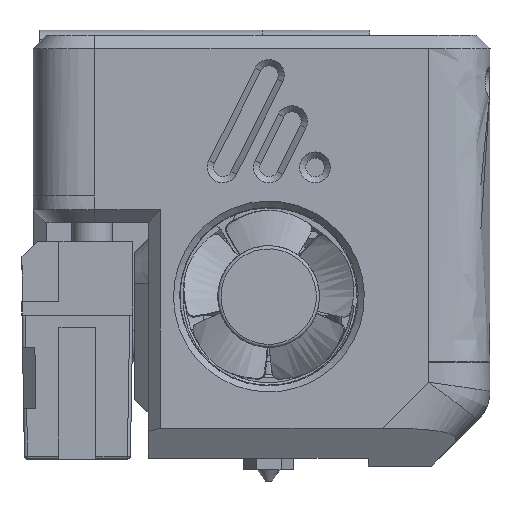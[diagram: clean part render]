
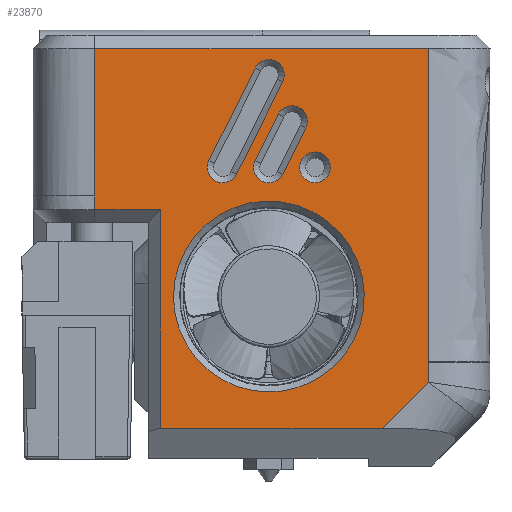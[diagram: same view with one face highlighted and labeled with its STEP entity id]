
A CAD part, front view. The second image highlights one B-rep face of the part: STEP entity #23870.
In plain terms, the highlighted planar face has unit normal (0, -1, 0).
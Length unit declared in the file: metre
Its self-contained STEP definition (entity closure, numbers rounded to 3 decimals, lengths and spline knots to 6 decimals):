
#1385=LINE('',#41465,#3271);
#1749=LINE('',#43666,#3635);
#1750=LINE('',#43675,#3636);
#1753=LINE('',#43712,#3639);
#1755=LINE('',#43718,#3641);
#1759=LINE('',#43731,#3645);
#1761=LINE('',#43737,#3647);
#1890=LINE('',#44752,#3776);
#1895=LINE('',#44768,#3781);
#1896=LINE('',#44769,#3782);
#3271=VECTOR('',#30840,1.);
#3635=VECTOR('',#31612,1.);
#3636=VECTOR('',#31613,1.);
#3639=VECTOR('',#31618,1.);
#3641=VECTOR('',#31626,1.);
#3645=VECTOR('',#31640,1.);
#3647=VECTOR('',#31648,1.);
#3776=VECTOR('',#31945,1.);
#3781=VECTOR('',#31954,1.);
#3782=VECTOR('',#31955,1.);
#4389=B_SPLINE_CURVE_WITH_KNOTS('',3,(#42328,#42329,#42330,#42331),
 .UNSPECIFIED.,.F.,.F.,(4,4),(0.,1.),.UNSPECIFIED.);
#4471=B_SPLINE_CURVE_WITH_KNOTS('',3,(#43693,#43694,#43695,#43696),
 .UNSPECIFIED.,.F.,.F.,(4,4),(0.,1.),.UNSPECIFIED.);
#4484=B_SPLINE_CURVE_WITH_KNOTS('',3,(#44197,#44198,#44199,#44200,#44201,
#44202,#44203),.UNSPECIFIED.,.F.,.F.,(4,1,1,1,4),(0.,
0.006774,0.013547,0.027095,0.05419),
 .UNSPECIFIED.);
#4487=B_SPLINE_CURVE_WITH_KNOTS('',3,(#44287,#44288,#44289,#44290),
 .UNSPECIFIED.,.F.,.F.,(4,4),(0.,1.),.UNSPECIFIED.);
#10922=ORIENTED_EDGE('',*,*,#14764,.F.);
#10923=ORIENTED_EDGE('',*,*,#14762,.F.);
#10924=ORIENTED_EDGE('',*,*,#14760,.F.);
#10925=ORIENTED_EDGE('',*,*,#14759,.F.);
#10926=ORIENTED_EDGE('',*,*,#14756,.F.);
#10927=ORIENTED_EDGE('',*,*,#14755,.F.);
#10928=ORIENTED_EDGE('',*,*,#14753,.T.);
#10929=ORIENTED_EDGE('',*,*,#14751,.F.);
#10930=ORIENTED_EDGE('',*,*,#14750,.T.);
#10931=ORIENTED_EDGE('',*,*,#14961,.T.);
#10932=ORIENTED_EDGE('',*,*,#14397,.T.);
#10933=ORIENTED_EDGE('',*,*,#14802,.T.);
#10934=ORIENTED_EDGE('',*,*,#14797,.T.);
#10935=ORIENTED_EDGE('',*,*,#14746,.T.);
#10936=ORIENTED_EDGE('',*,*,#14744,.T.);
#10937=ORIENTED_EDGE('',*,*,#14743,.T.);
#10938=ORIENTED_EDGE('',*,*,#14967,.T.);
#10939=ORIENTED_EDGE('',*,*,#14132,.F.);
#10940=ORIENTED_EDGE('',*,*,#14968,.T.);
#10941=ORIENTED_EDGE('',*,*,#14362,.F.);
#14132=EDGE_CURVE('',#16835,#16836,#1385,.T.);
#14362=EDGE_CURVE('',#17034,#17034,#18438,.T.);
#14397=EDGE_CURVE('',#17065,#17064,#4389,.T.);
#14743=EDGE_CURVE('',#17274,#17297,#1749,.T.);
#14744=EDGE_CURVE('',#17298,#17274,#1750,.T.);
#14746=EDGE_CURVE('',#17299,#17298,#4471,.T.);
#14750=EDGE_CURVE('',#17300,#17301,#1753,.T.);
#14751=EDGE_CURVE('',#17300,#17302,#18481,.T.);
#14753=EDGE_CURVE('',#17303,#17302,#1755,.T.);
#14755=EDGE_CURVE('',#17303,#17301,#18482,.T.);
#14756=EDGE_CURVE('',#17304,#17304,#18483,.T.);
#14759=EDGE_CURVE('',#17306,#17305,#1759,.T.);
#14760=EDGE_CURVE('',#17305,#17307,#18484,.T.);
#14762=EDGE_CURVE('',#17307,#17308,#1761,.T.);
#14764=EDGE_CURVE('',#17308,#17306,#18485,.T.);
#14797=EDGE_CURVE('',#17328,#17299,#4484,.T.);
#14802=EDGE_CURVE('',#17064,#17328,#4487,.T.);
#14961=EDGE_CURVE('',#17435,#17065,#1890,.T.);
#14967=EDGE_CURVE('',#17297,#16836,#1895,.T.);
#14968=EDGE_CURVE('',#16835,#17435,#1896,.T.);
#16835=VERTEX_POINT('',#41464);
#16836=VERTEX_POINT('',#41466);
#17034=VERTEX_POINT('',#42168);
#17064=VERTEX_POINT('',#42327);
#17065=VERTEX_POINT('',#42332);
#17274=VERTEX_POINT('',#43533);
#17297=VERTEX_POINT('',#43665);
#17298=VERTEX_POINT('',#43676);
#17299=VERTEX_POINT('',#43697);
#17300=VERTEX_POINT('',#43709);
#17301=VERTEX_POINT('',#43711);
#17302=VERTEX_POINT('',#43715);
#17303=VERTEX_POINT('',#43719);
#17304=VERTEX_POINT('',#43725);
#17305=VERTEX_POINT('',#43728);
#17306=VERTEX_POINT('',#43730);
#17307=VERTEX_POINT('',#43734);
#17308=VERTEX_POINT('',#43738);
#17328=VERTEX_POINT('',#44204);
#17435=VERTEX_POINT('',#44753);
#18438=CIRCLE('',#25956,0.015498);
#18481=CIRCLE('',#26086,0.0025);
#18482=CIRCLE('',#26089,0.0025);
#18483=CIRCLE('',#26091,0.0025);
#18484=CIRCLE('',#26094,0.0025);
#18485=CIRCLE('',#26097,0.0025);
#20043=EDGE_LOOP('',(#10922,#10923,#10924,#10925));
#20044=EDGE_LOOP('',(#10926));
#20045=EDGE_LOOP('',(#10927,#10928,#10929,#10930));
#20046=EDGE_LOOP('',(#10931,#10932,#10933,#10934,#10935,#10936,#10937,#10938,
#10939,#10940));
#20047=EDGE_LOOP('',(#10941));
#21754=FACE_BOUND('',#20043,.T.);
#21755=FACE_BOUND('',#20044,.T.);
#21756=FACE_BOUND('',#20045,.T.);
#21757=FACE_BOUND('',#20046,.T.);
#21758=FACE_BOUND('',#20047,.T.);
#22584=PLANE('',#26181);
#23870=ADVANCED_FACE('',(#21754,#21755,#21756,#21757,#21758),#22584,.T.);
#25956=AXIS2_PLACEMENT_3D('',#42167,#31111,#31112);
#26086=AXIS2_PLACEMENT_3D('',#43714,#31621,#31622);
#26089=AXIS2_PLACEMENT_3D('',#43722,#31630,#31631);
#26091=AXIS2_PLACEMENT_3D('',#43724,#31634,#31635);
#26094=AXIS2_PLACEMENT_3D('',#43733,#31643,#31644);
#26097=AXIS2_PLACEMENT_3D('',#43741,#31652,#31653);
#26181=AXIS2_PLACEMENT_3D('',#44767,#31952,#31953);
#30840=DIRECTION('',(-1.,0.,0.));
#31111=DIRECTION('',(0.,-1.,0.));
#31112=DIRECTION('',(0.,0.,-1.));
#31612=DIRECTION('',(1.,0.,0.));
#31613=DIRECTION('',(0.,0.,-1.));
#31618=DIRECTION('',(-0.447,0.,-0.894));
#31621=DIRECTION('',(0.,-1.,0.));
#31622=DIRECTION('',(0.,0.,-1.));
#31626=DIRECTION('',(0.447,0.,0.894));
#31630=DIRECTION('',(0.,-1.,0.));
#31631=DIRECTION('',(0.,0.,-1.));
#31634=DIRECTION('',(0.,-1.,0.));
#31635=DIRECTION('',(0.,0.,-1.));
#31640=DIRECTION('',(0.447,0.,0.894));
#31643=DIRECTION('',(0.,-1.,0.));
#31644=DIRECTION('',(0.,0.,-1.));
#31648=DIRECTION('',(-0.447,0.,-0.894));
#31652=DIRECTION('',(0.,-1.,0.));
#31653=DIRECTION('',(0.,0.,-1.));
#31945=DIRECTION('',(0.,0.,1.));
#31952=DIRECTION('',(0.,-1.,0.));
#31953=DIRECTION('',(0.,0.,-1.));
#31954=DIRECTION('',(0.,0.,-1.));
#31955=DIRECTION('',(0.707,0.,0.707));
#41464=CARTESIAN_POINT('',(0.018435,-0.14101,-0.192773));
#41465=CARTESIAN_POINT('',(0.022832,-0.14101,-0.192773));
#41466=CARTESIAN_POINT('',(-0.017619,-0.14101,-0.192773));
#42167=CARTESIAN_POINT('',(0.,-0.14101,-0.171385));
#42168=CARTESIAN_POINT('',(0.,-0.14101,-0.186882));
#42327=CARTESIAN_POINT('',(0.025911,-0.14101,-0.181977));
#42328=CARTESIAN_POINT('',(0.025911,-0.14101,-0.182027));
#42329=CARTESIAN_POINT('',(0.025911,-0.14101,-0.18201));
#42330=CARTESIAN_POINT('',(0.025911,-0.14101,-0.181994));
#42331=CARTESIAN_POINT('',(0.025911,-0.14101,-0.181977));
#42332=CARTESIAN_POINT('',(0.025911,-0.14101,-0.182027));
#43533=CARTESIAN_POINT('',(-0.028279,-0.14101,-0.157301));
#43665=CARTESIAN_POINT('',(-0.017621,-0.14101,-0.157301));
#43666=CARTESIAN_POINT('',(-0.019621,-0.14101,-0.157301));
#43675=CARTESIAN_POINT('',(-0.028279,-0.14101,-0.156181));
#43676=CARTESIAN_POINT('',(-0.028279,-0.14101,-0.155061));
#43693=CARTESIAN_POINT('',(-0.028279,-0.14101,-0.131131));
#43694=CARTESIAN_POINT('',(-0.028279,-0.14101,-0.139108));
#43695=CARTESIAN_POINT('',(-0.028279,-0.14101,-0.147085));
#43696=CARTESIAN_POINT('',(-0.028279,-0.14101,-0.155061));
#43697=CARTESIAN_POINT('',(-0.028279,-0.14101,-0.131131));
#43709=CARTESIAN_POINT('',(0.002236,-0.14101,-0.136527));
#43711=CARTESIAN_POINT('',(-0.005264,-0.14101,-0.151527));
#43712=CARTESIAN_POINT('',(-0.002352,-0.14101,-0.145704));
#43714=CARTESIAN_POINT('',(0.,-0.14101,-0.135409));
#43715=CARTESIAN_POINT('',(-0.002236,-0.14101,-0.134291));
#43718=CARTESIAN_POINT('',(-0.005986,-0.14101,-0.141791));
#43719=CARTESIAN_POINT('',(-0.009736,-0.14101,-0.149291));
#43722=CARTESIAN_POINT('',(-0.0075,-0.14101,-0.150409));
#43724=CARTESIAN_POINT('',(0.0075,-0.14101,-0.150409));
#43725=CARTESIAN_POINT('',(0.0075,-0.14101,-0.152909));
#43728=CARTESIAN_POINT('',(0.005986,-0.14101,-0.144027));
#43730=CARTESIAN_POINT('',(0.002236,-0.14101,-0.151527));
#43731=CARTESIAN_POINT('',(0.002516,-0.14101,-0.150968));
#43733=CARTESIAN_POINT('',(0.00375,-0.14101,-0.142909));
#43734=CARTESIAN_POINT('',(0.001514,-0.14101,-0.141791));
#43737=CARTESIAN_POINT('',(0.000757,-0.14101,-0.143305));
#43738=CARTESIAN_POINT('',(-0.002236,-0.14101,-0.149291));
#43741=CARTESIAN_POINT('',(0.,-0.14101,-0.150409));
#44197=CARTESIAN_POINT('',(0.025911,-0.14101,-0.131132));
#44198=CARTESIAN_POINT('',(0.023653,-0.14101,-0.13112));
#44199=CARTESIAN_POINT('',(0.019137,-0.14101,-0.131136));
#44200=CARTESIAN_POINT('',(0.010105,-0.14101,-0.131129));
#44201=CARTESIAN_POINT('',(-0.0057,-0.14101,-0.131134));
#44202=CARTESIAN_POINT('',(-0.019248,-0.14101,-0.131131));
#44203=CARTESIAN_POINT('',(-0.028279,-0.14101,-0.131131));
#44204=CARTESIAN_POINT('',(0.025911,-0.14101,-0.131132));
#44287=CARTESIAN_POINT('',(0.025911,-0.14101,-0.181977));
#44288=CARTESIAN_POINT('',(0.025911,-0.14101,-0.165029));
#44289=CARTESIAN_POINT('',(0.025911,-0.14101,-0.14808));
#44290=CARTESIAN_POINT('',(0.025911,-0.14101,-0.131132));
#44752=CARTESIAN_POINT('',(0.025911,-0.14101,-0.183662));
#44753=CARTESIAN_POINT('',(0.025911,-0.14101,-0.185297));
#44767=CARTESIAN_POINT('',(-0.019621,-0.14101,-0.149087));
#44768=CARTESIAN_POINT('',(-0.017619,-0.14101,-0.149087));
#44769=CARTESIAN_POINT('',(0.022173,-0.14101,-0.189035));
